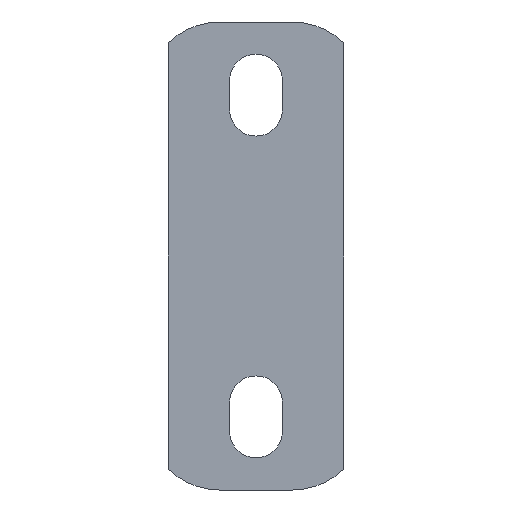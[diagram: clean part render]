
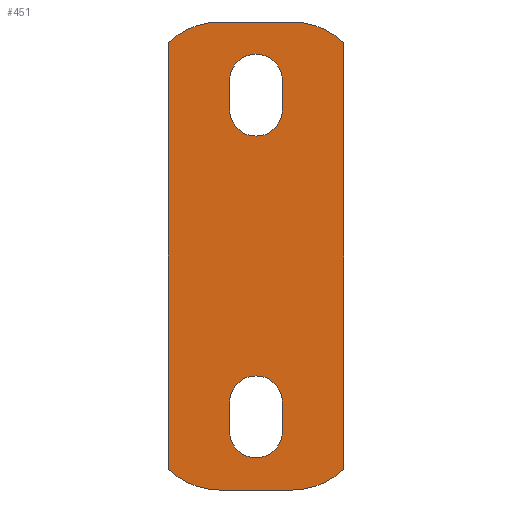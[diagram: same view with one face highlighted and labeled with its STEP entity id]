
A CAD part, front view. The second image highlights one B-rep face of the part: STEP entity #451.
In plain terms, the highlighted planar face has unit normal (0, -1, 0).
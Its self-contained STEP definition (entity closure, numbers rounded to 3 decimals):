
#21=FACE_BOUND('',#171,.T.);
#22=FACE_BOUND('',#172,.T.);
#34=PLANE('',#522);
#47=LINE('',#729,#83);
#51=LINE('',#738,#87);
#53=LINE('',#745,#89);
#57=LINE('',#754,#93);
#61=LINE('',#766,#97);
#64=LINE('',#774,#100);
#67=LINE('',#782,#103);
#70=LINE('',#789,#106);
#83=VECTOR('',#589,10.);
#87=VECTOR('',#599,10.);
#89=VECTOR('',#607,10.);
#93=VECTOR('',#617,10.);
#97=VECTOR('',#631,10.);
#100=VECTOR('',#640,10.);
#103=VECTOR('',#649,10.);
#106=VECTOR('',#658,10.);
#141=FACE_OUTER_BOUND('',#170,.T.);
#170=EDGE_LOOP('',(#410,#411,#412,#413,#414,#415,#416,#417));
#171=EDGE_LOOP('',(#418,#419,#420,#421));
#172=EDGE_LOOP('',(#422,#423,#424,#425));
#191=CIRCLE('',#499,4.5);
#192=CIRCLE('',#502,4.5);
#193=CIRCLE('',#505,4.5);
#194=CIRCLE('',#508,4.5);
#195=CIRCLE('',#510,12.5);
#196=CIRCLE('',#513,12.5);
#197=CIRCLE('',#516,12.5);
#198=CIRCLE('',#519,12.5);
#224=VERTEX_POINT('',#727);
#225=VERTEX_POINT('',#728);
#226=VERTEX_POINT('',#733);
#227=VERTEX_POINT('',#737);
#228=VERTEX_POINT('',#743);
#229=VERTEX_POINT('',#744);
#230=VERTEX_POINT('',#749);
#231=VERTEX_POINT('',#753);
#232=VERTEX_POINT('',#759);
#233=VERTEX_POINT('',#761);
#234=VERTEX_POINT('',#765);
#235=VERTEX_POINT('',#769);
#236=VERTEX_POINT('',#773);
#237=VERTEX_POINT('',#777);
#238=VERTEX_POINT('',#781);
#239=VERTEX_POINT('',#785);
#270=EDGE_CURVE('',#224,#225,#47,.T.);
#273=EDGE_CURVE('',#225,#226,#191,.T.);
#275=EDGE_CURVE('',#226,#227,#51,.T.);
#277=EDGE_CURVE('',#227,#224,#192,.T.);
#278=EDGE_CURVE('',#228,#229,#53,.T.);
#281=EDGE_CURVE('',#229,#230,#193,.T.);
#283=EDGE_CURVE('',#230,#231,#57,.T.);
#285=EDGE_CURVE('',#231,#228,#194,.T.);
#287=EDGE_CURVE('',#233,#232,#195,.T.);
#289=EDGE_CURVE('',#234,#233,#61,.T.);
#291=EDGE_CURVE('',#235,#234,#196,.T.);
#293=EDGE_CURVE('',#236,#235,#64,.T.);
#295=EDGE_CURVE('',#237,#236,#197,.T.);
#297=EDGE_CURVE('',#238,#237,#67,.T.);
#299=EDGE_CURVE('',#239,#238,#198,.T.);
#301=EDGE_CURVE('',#232,#239,#70,.T.);
#410=ORIENTED_EDGE('',*,*,#301,.T.);
#411=ORIENTED_EDGE('',*,*,#299,.T.);
#412=ORIENTED_EDGE('',*,*,#297,.T.);
#413=ORIENTED_EDGE('',*,*,#295,.T.);
#414=ORIENTED_EDGE('',*,*,#293,.T.);
#415=ORIENTED_EDGE('',*,*,#291,.T.);
#416=ORIENTED_EDGE('',*,*,#289,.T.);
#417=ORIENTED_EDGE('',*,*,#287,.T.);
#418=ORIENTED_EDGE('',*,*,#275,.T.);
#419=ORIENTED_EDGE('',*,*,#277,.T.);
#420=ORIENTED_EDGE('',*,*,#270,.T.);
#421=ORIENTED_EDGE('',*,*,#273,.T.);
#422=ORIENTED_EDGE('',*,*,#283,.T.);
#423=ORIENTED_EDGE('',*,*,#285,.T.);
#424=ORIENTED_EDGE('',*,*,#278,.T.);
#425=ORIENTED_EDGE('',*,*,#281,.T.);
#451=ADVANCED_FACE('',(#141,#21,#22),#34,.F.);
#499=AXIS2_PLACEMENT_3D('',#734,#594,#595);
#502=AXIS2_PLACEMENT_3D('',#741,#603,#604);
#505=AXIS2_PLACEMENT_3D('',#750,#612,#613);
#508=AXIS2_PLACEMENT_3D('',#757,#621,#622);
#510=AXIS2_PLACEMENT_3D('',#762,#626,#627);
#513=AXIS2_PLACEMENT_3D('',#770,#635,#636);
#516=AXIS2_PLACEMENT_3D('',#778,#644,#645);
#519=AXIS2_PLACEMENT_3D('',#786,#653,#654);
#522=AXIS2_PLACEMENT_3D('',#791,#661,#662);
#589=DIRECTION('',(0.,0.,-1.));
#594=DIRECTION('center_axis',(0.,1.,0.));
#595=DIRECTION('ref_axis',(1.,0.,0.));
#599=DIRECTION('',(0.,0.,1.));
#603=DIRECTION('center_axis',(0.,1.,0.));
#604=DIRECTION('ref_axis',(-1.,0.,0.));
#607=DIRECTION('',(0.,0.,-1.));
#612=DIRECTION('center_axis',(0.,1.,0.));
#613=DIRECTION('ref_axis',(1.,0.,0.));
#617=DIRECTION('',(0.,0.,1.));
#621=DIRECTION('center_axis',(0.,1.,0.));
#622=DIRECTION('ref_axis',(-1.,0.,0.));
#626=DIRECTION('center_axis',(0.,-1.,0.));
#627=DIRECTION('ref_axis',(0.7,0.,-0.714));
#631=DIRECTION('',(1.,0.,0.));
#635=DIRECTION('center_axis',(0.,-1.,0.));
#636=DIRECTION('ref_axis',(0.,0.,-1.));
#640=DIRECTION('',(0.,0.,-1.));
#644=DIRECTION('center_axis',(0.,-1.,0.));
#645=DIRECTION('ref_axis',(-0.7,0.,0.714));
#649=DIRECTION('',(-1.,0.,0.));
#653=DIRECTION('center_axis',(0.,-1.,0.));
#654=DIRECTION('ref_axis',(0.,0.,1.));
#658=DIRECTION('',(0.,0.,1.));
#661=DIRECTION('center_axis',(0.,1.,0.));
#662=DIRECTION('ref_axis',(0.,0.,1.));
#727=CARTESIAN_POINT('',(4.5,-3.,-25.));
#728=CARTESIAN_POINT('',(4.5,-3.,-30.));
#729=CARTESIAN_POINT('',(4.5,-3.,-15.));
#733=CARTESIAN_POINT('',(-4.5,-3.,-30.));
#734=CARTESIAN_POINT('Origin',(0.,-3.,-30.));
#737=CARTESIAN_POINT('',(-4.5,-3.,-25.));
#738=CARTESIAN_POINT('',(-4.5,-3.,-12.5));
#741=CARTESIAN_POINT('Origin',(0.,-3.,-25.));
#743=CARTESIAN_POINT('',(4.5,-3.,30.));
#744=CARTESIAN_POINT('',(4.5,-3.,25.));
#745=CARTESIAN_POINT('',(4.5,-3.,12.5));
#749=CARTESIAN_POINT('',(-4.5,-3.,25.));
#750=CARTESIAN_POINT('Origin',(0.,-3.,25.));
#753=CARTESIAN_POINT('',(-4.5,-3.,30.));
#754=CARTESIAN_POINT('',(-4.5,-3.,15.));
#757=CARTESIAN_POINT('Origin',(0.,-3.,30.));
#759=CARTESIAN_POINT('',(15.,-3.,-36.427));
#761=CARTESIAN_POINT('',(6.25,-3.,-40.));
#762=CARTESIAN_POINT('Origin',(6.25,-3.,-27.5));
#765=CARTESIAN_POINT('',(-6.25,-3.,-40.));
#766=CARTESIAN_POINT('',(6.25,-3.,-40.));
#769=CARTESIAN_POINT('',(-15.,-3.,-36.427));
#770=CARTESIAN_POINT('Origin',(-6.25,-3.,-27.5));
#773=CARTESIAN_POINT('',(-15.,-3.,36.427));
#774=CARTESIAN_POINT('',(-15.,-3.,-36.427));
#777=CARTESIAN_POINT('',(-6.25,-3.,40.));
#778=CARTESIAN_POINT('Origin',(-6.25,-3.,27.5));
#781=CARTESIAN_POINT('',(6.25,-3.,40.));
#782=CARTESIAN_POINT('',(-6.25,-3.,40.));
#785=CARTESIAN_POINT('',(15.,-3.,36.427));
#786=CARTESIAN_POINT('Origin',(6.25,-3.,27.5));
#789=CARTESIAN_POINT('',(15.,-3.,36.427));
#791=CARTESIAN_POINT('Origin',(0.,-3.,0.));
